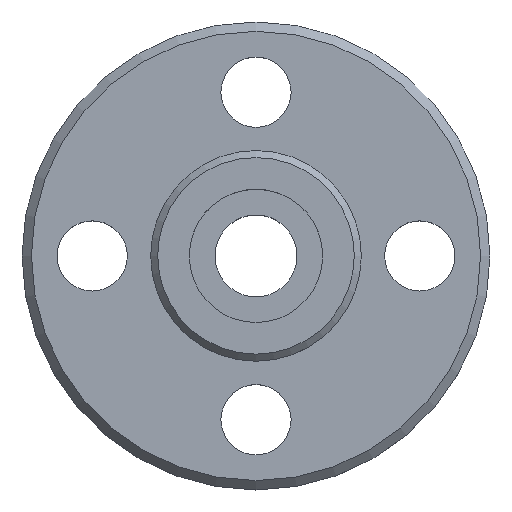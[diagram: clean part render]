
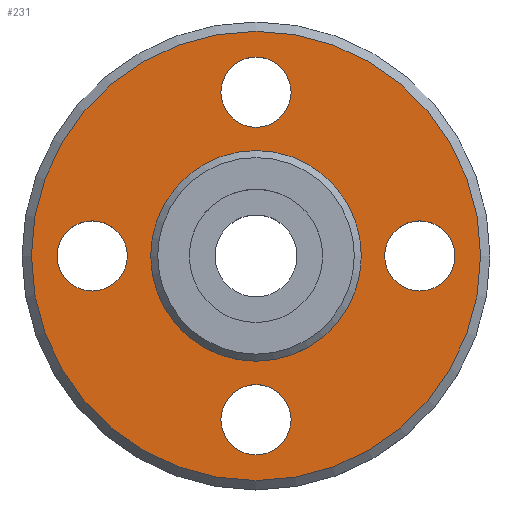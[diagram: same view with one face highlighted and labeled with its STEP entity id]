
A CAD part, top view. The second image highlights one B-rep face of the part: STEP entity #231.
In plain terms, the highlighted planar face has unit normal (0, 0, 1).
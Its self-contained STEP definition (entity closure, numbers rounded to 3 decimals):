
#19=FACE_BOUND('',#58,.T.);
#20=FACE_BOUND('',#59,.T.);
#21=FACE_BOUND('',#60,.T.);
#22=FACE_BOUND('',#61,.T.);
#23=FACE_BOUND('',#62,.T.);
#31=PLANE('',#272);
#43=FACE_OUTER_BOUND('',#57,.T.);
#57=EDGE_LOOP('',(#185));
#58=EDGE_LOOP('',(#186));
#59=EDGE_LOOP('',(#187));
#60=EDGE_LOOP('',(#188));
#61=EDGE_LOOP('',(#189));
#62=EDGE_LOOP('',(#190));
#99=CIRCLE('',#258,1.5);
#101=CIRCLE('',#261,1.5);
#103=CIRCLE('',#264,1.5);
#105=CIRCLE('',#267,1.5);
#107=CIRCLE('',#270,9.6);
#109=CIRCLE('',#273,4.5);
#117=VERTEX_POINT('',#376);
#119=VERTEX_POINT('',#382);
#121=VERTEX_POINT('',#388);
#123=VERTEX_POINT('',#394);
#125=VERTEX_POINT('',#400);
#127=VERTEX_POINT('',#406);
#136=EDGE_CURVE('',#117,#117,#99,.T.);
#139=EDGE_CURVE('',#119,#119,#101,.T.);
#142=EDGE_CURVE('',#121,#121,#103,.T.);
#145=EDGE_CURVE('',#123,#123,#105,.T.);
#148=EDGE_CURVE('',#125,#125,#107,.T.);
#151=EDGE_CURVE('',#127,#127,#109,.T.);
#185=ORIENTED_EDGE('',*,*,#148,.F.);
#186=ORIENTED_EDGE('',*,*,#136,.T.);
#187=ORIENTED_EDGE('',*,*,#139,.T.);
#188=ORIENTED_EDGE('',*,*,#142,.T.);
#189=ORIENTED_EDGE('',*,*,#145,.T.);
#190=ORIENTED_EDGE('',*,*,#151,.T.);
#231=ADVANCED_FACE('',(#43,#19,#20,#21,#22,#23),#31,.T.);
#258=AXIS2_PLACEMENT_3D('',#377,#300,#301);
#261=AXIS2_PLACEMENT_3D('',#383,#307,#308);
#264=AXIS2_PLACEMENT_3D('',#389,#314,#315);
#267=AXIS2_PLACEMENT_3D('',#395,#321,#322);
#270=AXIS2_PLACEMENT_3D('',#401,#328,#329);
#272=AXIS2_PLACEMENT_3D('',#405,#333,#334);
#273=AXIS2_PLACEMENT_3D('',#407,#335,#336);
#300=DIRECTION('center_axis',(0.,0.,-1.));
#301=DIRECTION('ref_axis',(0.,-1.,0.));
#307=DIRECTION('center_axis',(0.,0.,-1.));
#308=DIRECTION('ref_axis',(-1.,0.,0.));
#314=DIRECTION('center_axis',(0.,0.,-1.));
#315=DIRECTION('ref_axis',(0.,1.,0.));
#321=DIRECTION('center_axis',(0.,0.,-1.));
#322=DIRECTION('ref_axis',(1.,0.,0.));
#328=DIRECTION('center_axis',(0.,0.,-1.));
#329=DIRECTION('ref_axis',(1.,0.,0.));
#333=DIRECTION('center_axis',(0.,0.,1.));
#334=DIRECTION('ref_axis',(1.,0.,0.));
#335=DIRECTION('center_axis',(0.,0.,-1.));
#336=DIRECTION('ref_axis',(1.,0.,0.));
#376=CARTESIAN_POINT('',(0.,8.5,2.));
#377=CARTESIAN_POINT('Origin',(0.,7.,2.));
#382=CARTESIAN_POINT('',(8.5,0.,2.));
#383=CARTESIAN_POINT('Origin',(7.,0.,2.));
#388=CARTESIAN_POINT('',(0.,-8.5,2.));
#389=CARTESIAN_POINT('Origin',(0.,-7.,
2.));
#394=CARTESIAN_POINT('',(-8.5,0.,2.));
#395=CARTESIAN_POINT('Origin',(-7.,0.,2.));
#400=CARTESIAN_POINT('',(-9.6,0.,2.));
#401=CARTESIAN_POINT('Origin',(0.,0.,2.));
#405=CARTESIAN_POINT('Origin',(0.,0.,2.));
#406=CARTESIAN_POINT('',(-4.5,0.,2.));
#407=CARTESIAN_POINT('Origin',(0.,0.,2.));
